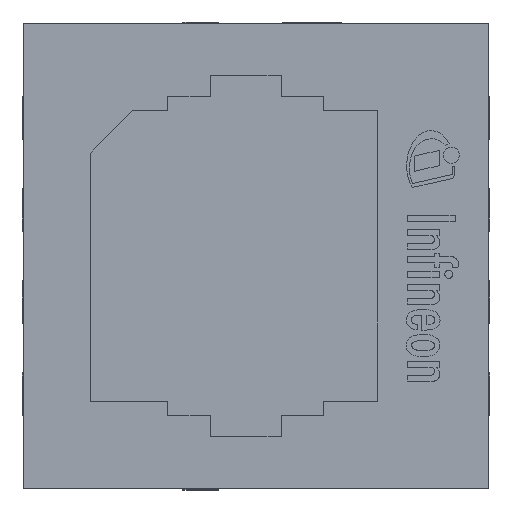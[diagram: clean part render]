
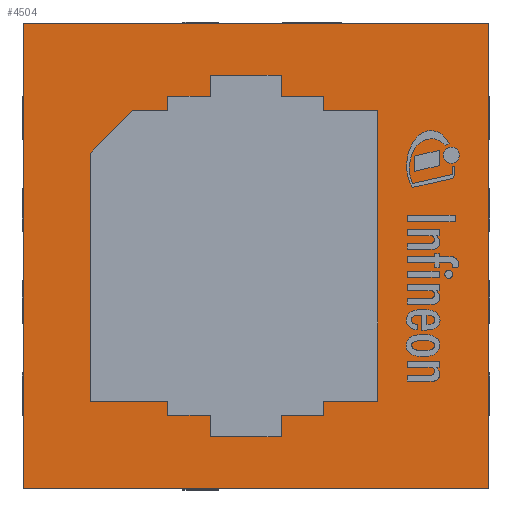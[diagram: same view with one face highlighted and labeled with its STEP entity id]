
A CAD part, top view. The second image highlights one B-rep face of the part: STEP entity #4504.
In plain terms, the highlighted planar face has unit normal (0, 0, 1).
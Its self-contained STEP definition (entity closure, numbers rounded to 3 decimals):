
#156=FACE_OUTER_BOUND('',#408,.T.);
#408=EDGE_LOOP('',(#3121,#3122,#3123,#3124));
#713=LINE('',#6241,#1321);
#747=LINE('',#6308,#1355);
#748=LINE('',#6310,#1356);
#749=LINE('',#6311,#1357);
#1321=VECTOR('',#5113,1.);
#1355=VECTOR('',#5167,1.);
#1356=VECTOR('',#5168,1.);
#1357=VECTOR('',#5169,1.);
#1906=VERTEX_POINT('',#6238);
#1907=VERTEX_POINT('',#6240);
#1930=VERTEX_POINT('',#6307);
#1931=VERTEX_POINT('',#6309);
#2365=EDGE_CURVE('',#1906,#1907,#713,.T.);
#2399=EDGE_CURVE('',#1930,#1906,#747,.T.);
#2400=EDGE_CURVE('',#1931,#1930,#748,.T.);
#2401=EDGE_CURVE('',#1907,#1931,#749,.T.);
#3121=ORIENTED_EDGE('',*,*,#2365,.F.);
#3122=ORIENTED_EDGE('',*,*,#2399,.F.);
#3123=ORIENTED_EDGE('',*,*,#2400,.F.);
#3124=ORIENTED_EDGE('',*,*,#2401,.F.);
#4274=PLANE('',#4774);
#4504=ADVANCED_FACE('',(#156),#4274,.F.);
#4774=AXIS2_PLACEMENT_3D('',#6306,#5165,#5166);
#5113=DIRECTION('',(1.,0.,0.));
#5165=DIRECTION('center_axis',(0.,0.,-1.));
#5166=DIRECTION('ref_axis',(-1.,0.,0.));
#5167=DIRECTION('',(0.,1.,0.));
#5168=DIRECTION('',(-1.,0.,0.));
#5169=DIRECTION('',(0.,-1.,0.));
#6238=CARTESIAN_POINT('',(-1.64,1.64,0.74));
#6240=CARTESIAN_POINT('',(1.64,1.64,0.74));
#6241=CARTESIAN_POINT('',(-0.002,1.64,0.74));
#6306=CARTESIAN_POINT('Origin',(0.,0.,
0.74));
#6307=CARTESIAN_POINT('',(-1.64,-1.64,0.74));
#6308=CARTESIAN_POINT('',(-1.64,0.,0.74));
#6309=CARTESIAN_POINT('',(1.64,-1.64,0.74));
#6310=CARTESIAN_POINT('',(-0.006,-1.64,0.74));
#6311=CARTESIAN_POINT('',(1.64,0.002,0.74));
